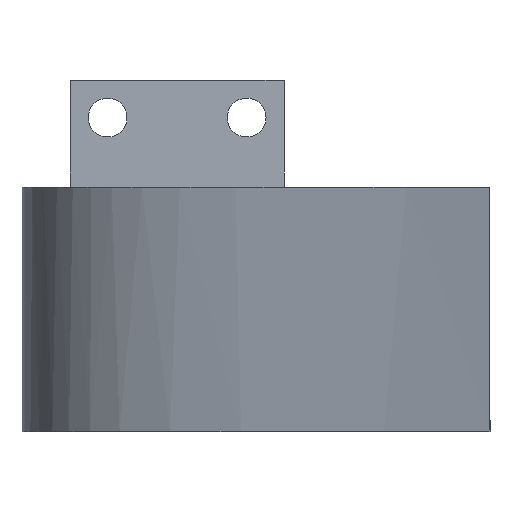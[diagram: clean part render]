
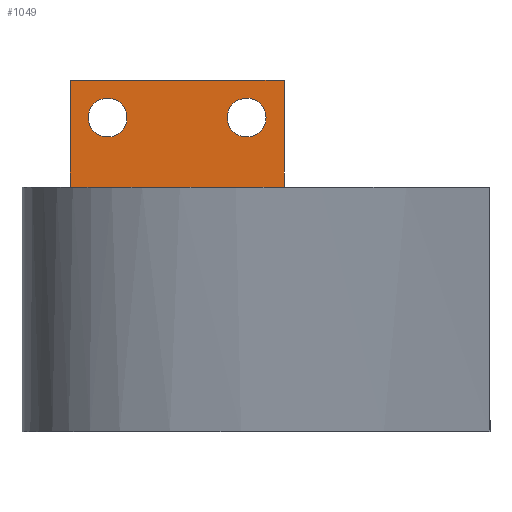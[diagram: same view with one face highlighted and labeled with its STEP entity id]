
A CAD part, front view. The second image highlights one B-rep face of the part: STEP entity #1049.
In plain terms, the highlighted planar face has unit normal (0, -1, 0).
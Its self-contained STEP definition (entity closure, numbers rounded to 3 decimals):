
#32=CIRCLE('',#1106,1.45);
#33=CIRCLE('',#1108,1.45);
#50=FACE_BOUND('',#180,.T.);
#51=FACE_BOUND('',#181,.T.);
#121=FACE_OUTER_BOUND('',#179,.T.);
#179=EDGE_LOOP('',(#868,#869,#870,#871));
#180=EDGE_LOOP('',(#872));
#181=EDGE_LOOP('',(#873));
#244=LINE('',#1862,#352);
#286=LINE('',#2080,#394);
#288=LINE('',#2084,#396);
#290=LINE('',#2087,#398);
#352=VECTOR('',#1191,10.);
#394=VECTOR('',#1277,10.);
#396=VECTOR('',#1281,10.);
#398=VECTOR('',#1285,10.);
#471=VERTEX_POINT('',#1859);
#472=VERTEX_POINT('',#1861);
#506=VERTEX_POINT('',#2071);
#507=VERTEX_POINT('',#2075);
#508=VERTEX_POINT('',#2079);
#509=VERTEX_POINT('',#2083);
#590=EDGE_CURVE('',#471,#472,#244,.T.);
#640=EDGE_CURVE('',#506,#506,#32,.T.);
#642=EDGE_CURVE('',#507,#507,#33,.T.);
#643=EDGE_CURVE('',#471,#508,#286,.T.);
#645=EDGE_CURVE('',#508,#509,#288,.T.);
#647=EDGE_CURVE('',#509,#472,#290,.T.);
#868=ORIENTED_EDGE('',*,*,#590,.F.);
#869=ORIENTED_EDGE('',*,*,#643,.T.);
#870=ORIENTED_EDGE('',*,*,#645,.T.);
#871=ORIENTED_EDGE('',*,*,#647,.T.);
#872=ORIENTED_EDGE('',*,*,#642,.T.);
#873=ORIENTED_EDGE('',*,*,#640,.T.);
#1000=PLANE('',#1114);
#1049=ADVANCED_FACE('',(#121,#50,#51),#1000,.T.);
#1106=AXIS2_PLACEMENT_3D('',#2073,#1268,#1269);
#1108=AXIS2_PLACEMENT_3D('',#2077,#1273,#1274);
#1114=AXIS2_PLACEMENT_3D('',#2092,#1291,#1292);
#1191=DIRECTION('',(-1.,0.,0.));
#1268=DIRECTION('center_axis',(0.,1.,0.));
#1269=DIRECTION('ref_axis',(0.,0.,
1.));
#1273=DIRECTION('center_axis',(0.,1.,0.));
#1274=DIRECTION('ref_axis',(0.,0.,
1.));
#1277=DIRECTION('',(0.,0.,1.));
#1281=DIRECTION('',(-1.,0.,0.));
#1285=DIRECTION('',(0.,0.,-1.));
#1291=DIRECTION('center_axis',(0.,-1.,0.));
#1292=DIRECTION('ref_axis',(0.,0.,
-1.));
#1859=CARTESIAN_POINT('',(-38.717,-12.049,40.598));
#1861=CARTESIAN_POINT('',(-54.717,-12.049,40.598));
#1862=CARTESIAN_POINT('',(-40.816,-12.049,40.598));
#2071=CARTESIAN_POINT('',(-51.917,-12.049,44.348));
#2073=CARTESIAN_POINT('Origin',(-51.917,-12.049,45.798));
#2075=CARTESIAN_POINT('',(-41.517,-12.049,44.348));
#2077=CARTESIAN_POINT('Origin',(-41.517,-12.049,45.798));
#2079=CARTESIAN_POINT('',(-38.717,-12.049,48.598));
#2080=CARTESIAN_POINT('',(-38.717,-12.049,39.773));
#2083=CARTESIAN_POINT('',(-54.717,-12.049,48.598));
#2084=CARTESIAN_POINT('',(-43.765,-12.049,48.598));
#2087=CARTESIAN_POINT('',(-54.717,-12.049,41.598));
#2092=CARTESIAN_POINT('Origin',(-40.812,-12.049,35.948));
